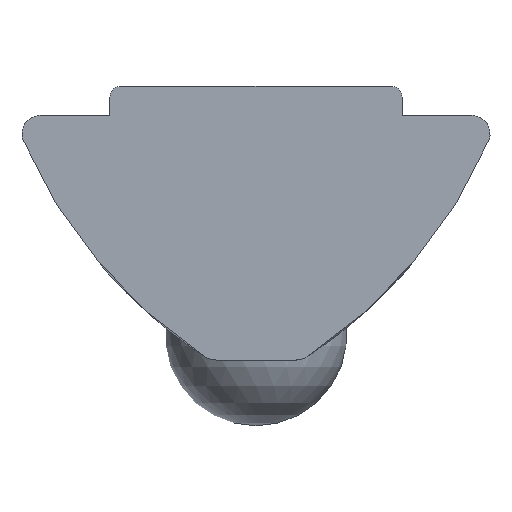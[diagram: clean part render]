
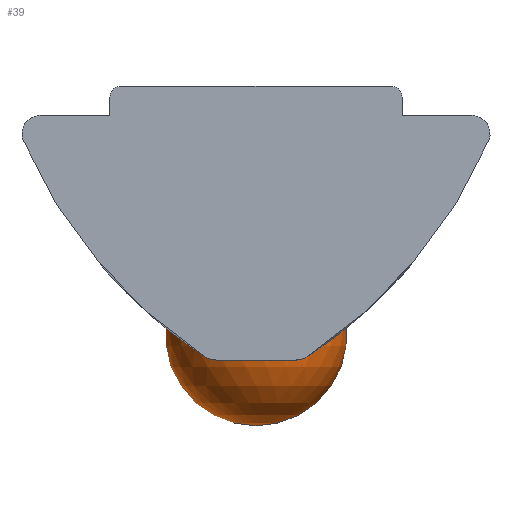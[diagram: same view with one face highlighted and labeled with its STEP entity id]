
A CAD part, front view. The second image highlights one B-rep face of the part: STEP entity #39.
In plain terms, the highlighted spherical face has radius 2.5 mm.
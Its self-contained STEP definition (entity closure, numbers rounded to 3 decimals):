
#39 = ADVANCED_FACE('',(#40),#44,.T.);
#40 = FACE_BOUND('',#41,.T.);
#41 = VERTEX_LOOP('',#42);
#42 = VERTEX_POINT('',#43);
#43 = CARTESIAN_POINT('',(0.,0.,-9.3));
#44 = SPHERICAL_SURFACE('',#45,2.5);
#45 = AXIS2_PLACEMENT_3D('',#46,#47,#48);
#46 = CARTESIAN_POINT('',(0.,0.,-6.8));
#47 = DIRECTION('',(0.,0.,1.));
#48 = DIRECTION('',(0.,1.,-0.));
